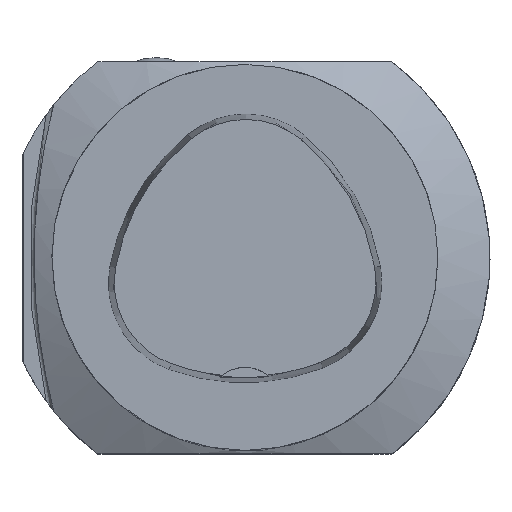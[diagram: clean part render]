
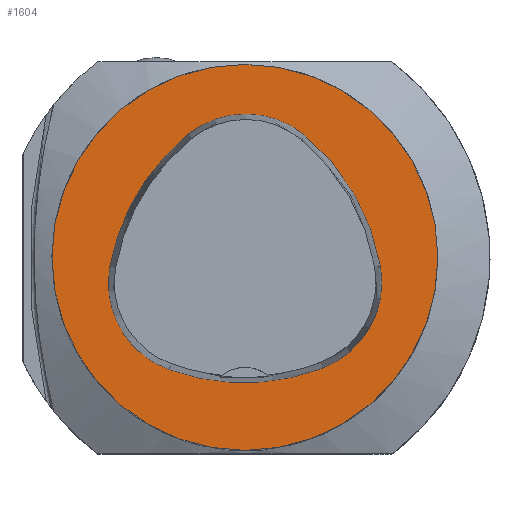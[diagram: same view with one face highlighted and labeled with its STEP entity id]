
A CAD part, top view. The second image highlights one B-rep face of the part: STEP entity #1604.
In plain terms, the highlighted planar face has unit normal (0, 0, 1).
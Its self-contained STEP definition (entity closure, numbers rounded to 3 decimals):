
#1487=FACE_BOUND('',#2530,.T.);
#1488=FACE_BOUND('',#2531,.T.);
#1604=ADVANCED_FACE('',(#1487,#1488),#1940,.T.);
#1940=PLANE('',#6412);
#2530=EDGE_LOOP('',(#2968,#2969,#2970,#2971,#2972,#2973));
#2531=EDGE_LOOP('',(#2974));
#2968=ORIENTED_EDGE('',*,*,#5320,.T.);
#2969=ORIENTED_EDGE('',*,*,#5318,.T.);
#2970=ORIENTED_EDGE('',*,*,#5316,.T.);
#2971=ORIENTED_EDGE('',*,*,#5314,.T.);
#2972=ORIENTED_EDGE('',*,*,#5312,.T.);
#2973=ORIENTED_EDGE('',*,*,#5310,.T.);
#2974=ORIENTED_EDGE('',*,*,#5333,.F.);
#4702=VERTEX_POINT('',#8589);
#4703=VERTEX_POINT('',#8591);
#4704=VERTEX_POINT('',#8595);
#4705=VERTEX_POINT('',#8599);
#4706=VERTEX_POINT('',#8603);
#4707=VERTEX_POINT('',#8607);
#4716=VERTEX_POINT('',#8639);
#5310=EDGE_CURVE('',#4703,#4702,#6200,.T.);
#5312=EDGE_CURVE('',#4704,#4703,#6201,.T.);
#5314=EDGE_CURVE('',#4705,#4704,#6202,.T.);
#5316=EDGE_CURVE('',#4706,#4705,#6203,.T.);
#5318=EDGE_CURVE('',#4707,#4706,#6204,.T.);
#5320=EDGE_CURVE('',#4702,#4707,#6205,.T.);
#5333=EDGE_CURVE('',#4716,#4716,#6206,.T.);
#6200=CIRCLE('',#6389,36.);
#6201=CIRCLE('',#6391,15.);
#6202=CIRCLE('',#6393,36.);
#6203=CIRCLE('',#6395,15.);
#6204=CIRCLE('',#6397,36.);
#6205=CIRCLE('',#6399,15.);
#6206=CIRCLE('',#6411,31.5);
#6389=AXIS2_PLACEMENT_3D('',#8590,#6927,#6928);
#6391=AXIS2_PLACEMENT_3D('',#8594,#6932,#6933);
#6393=AXIS2_PLACEMENT_3D('',#8598,#6937,#6938);
#6395=AXIS2_PLACEMENT_3D('',#8602,#6942,#6943);
#6397=AXIS2_PLACEMENT_3D('',#8606,#6947,#6948);
#6399=AXIS2_PLACEMENT_3D('',#8610,#6952,#6953);
#6411=AXIS2_PLACEMENT_3D('',#8638,#6984,#6985);
#6412=AXIS2_PLACEMENT_3D('',#8640,#6986,#6987);
#6927=DIRECTION('',(0.,0.,-1.));
#6928=DIRECTION('',(-1.,0.,0.));
#6932=DIRECTION('',(0.,0.,-1.));
#6933=DIRECTION('',(-1.,0.,0.));
#6937=DIRECTION('',(0.,0.,-1.));
#6938=DIRECTION('',(-1.,0.,0.));
#6942=DIRECTION('',(0.,0.,-1.));
#6943=DIRECTION('',(-1.,0.,0.));
#6947=DIRECTION('',(0.,0.,-1.));
#6948=DIRECTION('',(-1.,0.,0.));
#6952=DIRECTION('',(0.,0.,-1.));
#6953=DIRECTION('',(-1.,0.,0.));
#6984=DIRECTION('',(0.,0.,-1.));
#6985=DIRECTION('',(-1.,0.,0.));
#6986=DIRECTION('',(0.,0.,1.));
#6987=DIRECTION('',(1.,0.,0.));
#8589=CARTESIAN_POINT('',(-12.373,-18.307,0.));
#8590=CARTESIAN_POINT('',(-0.137,15.55,0.));
#8591=CARTESIAN_POINT('',(12.693,-18.087,0.));
#8594=CARTESIAN_POINT('',(7.347,-4.071,0.));
#8595=CARTESIAN_POINT('',(22.122,-1.48,0.));
#8598=CARTESIAN_POINT('',(-13.337,-7.7,0.));
#8599=CARTESIAN_POINT('',(9.779,19.898,0.));
#8602=CARTESIAN_POINT('',(0.148,8.399,0.));
#8603=CARTESIAN_POINT('',(-9.317,20.036,0.));
#8606=CARTESIAN_POINT('',(13.398,-7.893,0.));
#8607=CARTESIAN_POINT('',(-22.041,-1.562,0.));
#8610=CARTESIAN_POINT('',(-7.275,-4.2,0.));
#8638=CARTESIAN_POINT('',(0.,0.,0.));
#8639=CARTESIAN_POINT('',(-31.5,0.,0.));
#8640=CARTESIAN_POINT('',(0.,0.,0.));
